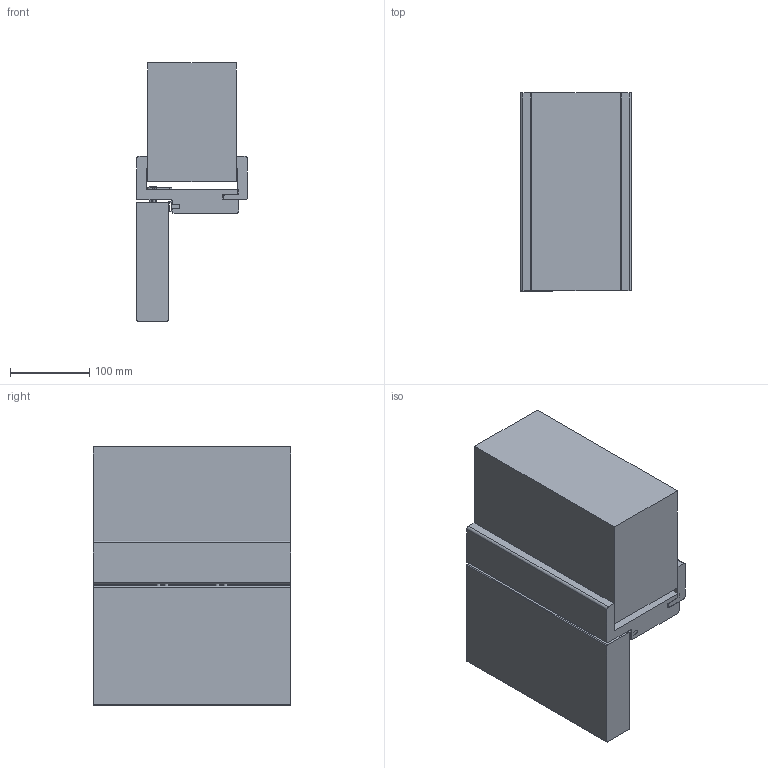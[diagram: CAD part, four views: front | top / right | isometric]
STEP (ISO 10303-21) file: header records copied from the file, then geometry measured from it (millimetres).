
FILE_DESCRIPTION (( 'STEP AP214' ), '1' );
FILE_NAME ('Strq Doorcasing-Zargen Installation.STEP', '2025-07-13T16:51:10', ( '' ), ( '' ), 'SwSTEP 2.0', 'SolidWorks 2023', '' );
FILE_SCHEMA (( 'AUTOMOTIVE_DESIGN' ));
Length unit declared in the file: millimetre
Products named in the file (6): schroefkop; Deurelement Fillet213; Smalhout Kozijn Assy; Hingeplate Smalhout; Insert M4; Strq Doorcasing-Zargen Installation
Assembly tree (11 placements, depth 2):
  Strq Doorcasing-Zargen Installation
    Smalhout Kozijn Assy
    Insert M4  x4
    Hingeplate Smalhout
    schroefkop  x4
    Deurelement Fillet213
Bounding box: 140 x 250 x 326 mm (x, y, z)
Volume: 6693116.2 mm3; surface area: 474172 mm2
Topology: 14 solids, 14 shells, 486 faces, 1269 edges, 818 vertices
Faces by surface type: plane 224, cylinder 186, cone 40, torus 24, bspline 12
Entity records: 17375 total; most frequent: CARTESIAN_POINT 9222, ORIENTED_EDGE 1790, DIRECTION 1545, EDGE_CURVE 895, VERTEX_POINT 587, AXIS2_PLACEMENT_3D 528, VECTOR 489, LINE 489
